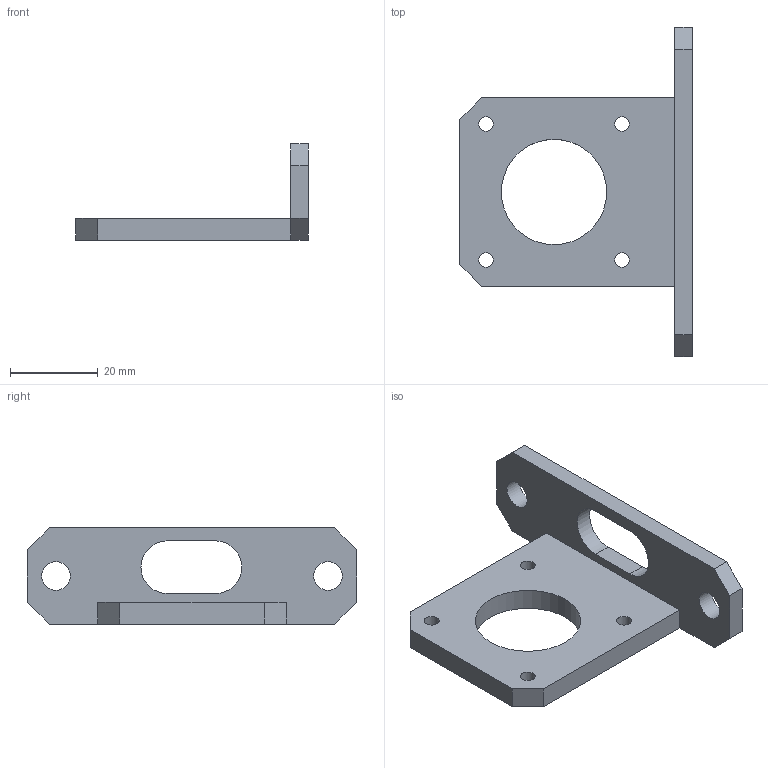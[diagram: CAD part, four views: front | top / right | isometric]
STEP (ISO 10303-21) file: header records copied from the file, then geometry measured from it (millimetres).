
FILE_DESCRIPTION(/* description */ (''),/* implementation_level */ '2;1');
FILE_NAME(/* name */ 'adapter.stp',/* time_stamp */ '2017-08-22T11:12:46+02:00',/* author */ (''),/* organization */ (''),/* preprocessor_version */ 'ST-DEVELOPER v16.13',/* originating_system */ 'Autodesk Translation Framework v6.1.1.50',/* authorisation */ '');
FILE_SCHEMA (('AUTOMOTIVE_DESIGN { 1 0 10303 214 3 1 1 }'));
Length unit declared in the file: millimetre
Products named in the file (1): adapter
Bounding box: 53 x 75 x 22 mm (x, y, z)
Volume: 13124.9 mm3; surface area: 7945.5 mm2
Topology: 1 solids, 1 shells, 27 faces, 75 edges, 50 vertices
Faces by surface type: plane 18, cylinder 9
Full cylindrical faces by diameter (mm): 3.36 x4, 6.5 x2, 24 x1
Entity records: 886 total; most frequent: CARTESIAN_POINT 146, DIRECTION 142, ORIENTED_EDGE 136, EDGE_CURVE 68, EDGE_LOOP 50, LINE 50, VECTOR 50, VERTEX_POINT 50
